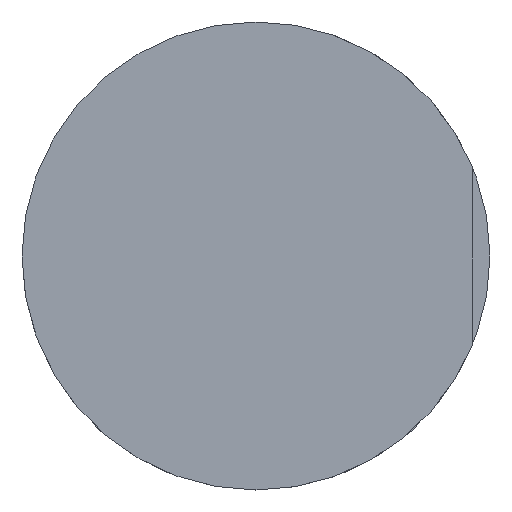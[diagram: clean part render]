
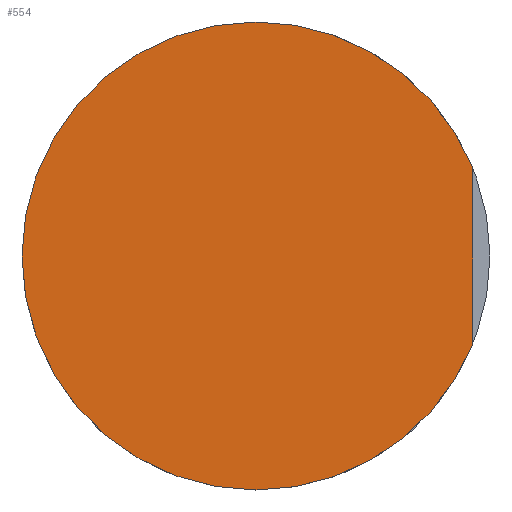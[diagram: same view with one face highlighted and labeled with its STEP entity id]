
A CAD part, top view. The second image highlights one B-rep face of the part: STEP entity #554.
In plain terms, the highlighted planar face has unit normal (0, 0, 1).
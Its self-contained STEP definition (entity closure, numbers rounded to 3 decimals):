
#3 = VERTEX_POINT ( 'NONE', #303 ) ;
#17 = CARTESIAN_POINT ( 'NONE',  ( 12.18, -0.83, 4.486 ) ) ;
#18 = CARTESIAN_POINT ( 'NONE',  ( 12.18, -0.83, 4.486 ) ) ;
#20 = DIRECTION ( 'NONE',  ( 0., 0., 1. ) ) ;
#33 = EDGE_CURVE ( 'NONE', #172, #124, #177, .T. ) ;
#61 = DIRECTION ( 'NONE',  ( 0., 0., 1. ) ) ;
#89 = DIRECTION ( 'NONE',  ( 0., 1., 0. ) ) ;
#124 = VERTEX_POINT ( 'NONE', #195 ) ;
#172 = VERTEX_POINT ( 'NONE', #433 ) ;
#177 = LINE ( 'NONE', #346, #487 ) ;
#178 = EDGE_CURVE ( 'NONE', #334, #124, #427, .T. ) ;
#187 = DIRECTION ( 'NONE',  ( 0., 1., 0. ) ) ;
#195 = CARTESIAN_POINT ( 'NONE',  ( 23.94, -5.625, 4.486 ) ) ;
#201 = AXIS2_PLACEMENT_3D ( 'NONE', #18, #61, #327 ) ;
#213 = DIRECTION ( 'NONE',  ( 0., 0., 1. ) ) ;
#218 = EDGE_CURVE ( 'NONE', #172, #3, #513, .T. ) ;
#219 = CIRCLE ( 'NONE', #527, 12.7 ) ;
#228 = AXIS2_PLACEMENT_3D ( 'NONE', #535, #436, #321 ) ;
#229 = CARTESIAN_POINT ( 'NONE',  ( 12.18, -13.53, 4.486 ) ) ;
#252 = PLANE ( 'NONE',  #511 ) ;
#253 = ORIENTED_EDGE ( 'NONE', *, *, #369, .T. ) ;
#296 = CARTESIAN_POINT ( 'NONE',  ( 12.18, -0.83, 4.486 ) ) ;
#303 = CARTESIAN_POINT ( 'NONE',  ( 12.18, 11.87, 4.486 ) ) ;
#321 = DIRECTION ( 'NONE',  ( 0., 1., 0. ) ) ;
#327 = DIRECTION ( 'NONE',  ( 0., 1., 0. ) ) ;
#334 = VERTEX_POINT ( 'NONE', #229 ) ;
#346 = CARTESIAN_POINT ( 'NONE',  ( 23.94, -6.717, 4.486 ) ) ;
#369 = EDGE_CURVE ( 'NONE', #3, #334, #219, .T. ) ;
#370 = EDGE_LOOP ( 'NONE', ( #381, #378, #253, #407 ) ) ;
#378 = ORIENTED_EDGE ( 'NONE', *, *, #218, .T. ) ;
#379 = FACE_OUTER_BOUND ( 'NONE', #370, .T. ) ;
#381 = ORIENTED_EDGE ( 'NONE', *, *, #33, .F. ) ;
#386 = DIRECTION ( 'NONE',  ( 0., -1., 0. ) ) ;
#407 = ORIENTED_EDGE ( 'NONE', *, *, #178, .T. ) ;
#427 = CIRCLE ( 'NONE', #201, 12.7 ) ;
#433 = CARTESIAN_POINT ( 'NONE',  ( 23.94, 3.965, 4.486 ) ) ;
#436 = DIRECTION ( 'NONE',  ( 0., 0., 1. ) ) ;
#487 = VECTOR ( 'NONE', #386, 1000. ) ;
#511 = AXIS2_PLACEMENT_3D ( 'NONE', #296, #213, #89 ) ;
#513 = CIRCLE ( 'NONE', #228, 12.7 ) ;
#527 = AXIS2_PLACEMENT_3D ( 'NONE', #17, #20, #187 ) ;
#535 = CARTESIAN_POINT ( 'NONE',  ( 12.18, -0.83, 4.486 ) ) ;
#554 = ADVANCED_FACE ( 'NONE', ( #379 ), #252, .T. ) ;
